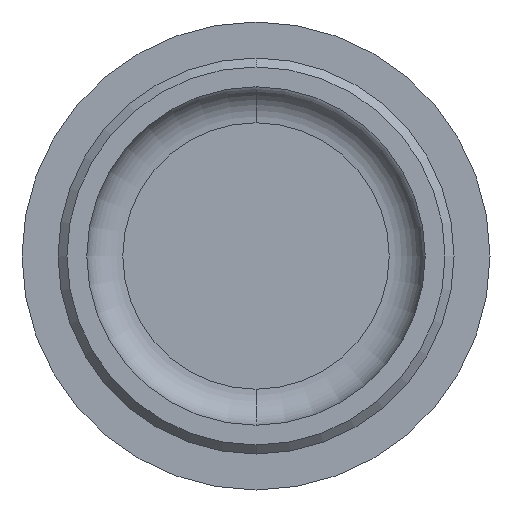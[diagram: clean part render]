
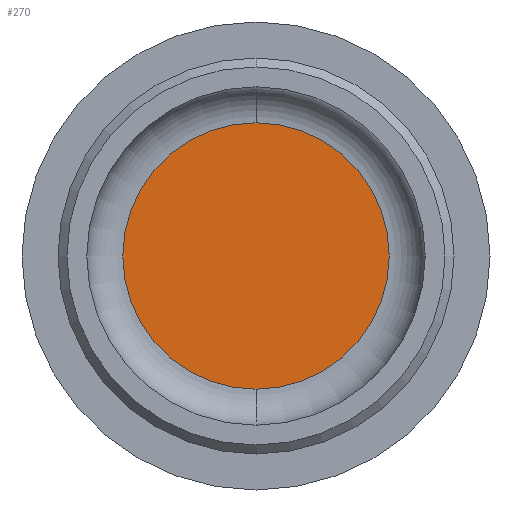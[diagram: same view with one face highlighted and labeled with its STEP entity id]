
A CAD part, front view. The second image highlights one B-rep face of the part: STEP entity #270.
In plain terms, the highlighted planar face has unit normal (0, -1, 0).
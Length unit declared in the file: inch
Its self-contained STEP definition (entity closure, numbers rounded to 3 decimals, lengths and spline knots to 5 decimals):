
#9 = AXIS2_PLACEMENT_3D ( 'NONE', #380, #360, #325 ) ;
#10 = ORIENTED_EDGE ( 'NONE', *, *, #419, .T. ) ;
#44 = AXIS2_PLACEMENT_3D ( 'NONE', #385, #58, #284 ) ;
#48 = CIRCLE ( 'NONE', #64, 0.4625 ) ;
#58 = DIRECTION ( 'NONE',  ( 0., -1., 0. ) ) ;
#63 = DIRECTION ( 'NONE',  ( 0., 0., -1. ) ) ;
#64 = AXIS2_PLACEMENT_3D ( 'NONE', #248, #387, #63 ) ;
#74 = VERTEX_POINT ( 'NONE', #364 ) ;
#82 = EDGE_LOOP ( 'NONE', ( #222, #10 ) ) ;
#98 = CARTESIAN_POINT ( 'NONE',  ( 0., 0.5, 0.4625 ) ) ;
#222 = ORIENTED_EDGE ( 'NONE', *, *, #402, .T. ) ;
#243 = CIRCLE ( 'NONE', #9, 0.4625 ) ;
#248 = CARTESIAN_POINT ( 'NONE',  ( 0., 0.5, 0. ) ) ;
#270 = ADVANCED_FACE ( 'NONE', ( #351 ), #353, .T. ) ;
#284 = DIRECTION ( 'NONE',  ( 0., 0., -1. ) ) ;
#296 = VERTEX_POINT ( 'NONE', #98 ) ;
#325 = DIRECTION ( 'NONE',  ( 0., 0., -1. ) ) ;
#351 = FACE_OUTER_BOUND ( 'NONE', #82, .T. ) ;
#353 = PLANE ( 'NONE',  #44 ) ;
#360 = DIRECTION ( 'NONE',  ( 0., -1., 0. ) ) ;
#364 = CARTESIAN_POINT ( 'NONE',  ( 0., 0.5, -0.4625 ) ) ;
#380 = CARTESIAN_POINT ( 'NONE',  ( 0., 0.5, 0. ) ) ;
#385 = CARTESIAN_POINT ( 'NONE',  ( 0., 0.5, 0. ) ) ;
#387 = DIRECTION ( 'NONE',  ( 0., -1., 0. ) ) ;
#402 = EDGE_CURVE ( 'NONE', #74, #296, #48, .T. ) ;
#419 = EDGE_CURVE ( 'NONE', #296, #74, #243, .T. ) ;
